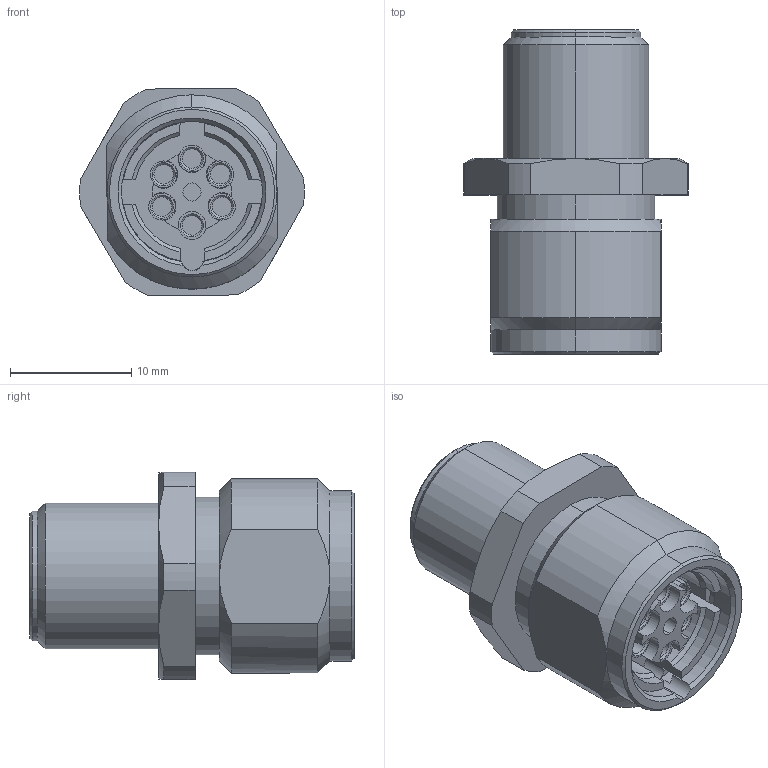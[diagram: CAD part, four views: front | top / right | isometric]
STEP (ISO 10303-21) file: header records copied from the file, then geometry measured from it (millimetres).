
FILE_DESCRIPTION (( 'STEP AP203' ), '1' );
FILE_NAME ('M12 M-CODE醱啣宒鼠芛.STEP', '2020-06-02T12:44:36', ( 'edpusr' ), ( 'Microsoft' ), 'SwSTEP 2.0', 'SolidWorks 2015', '' );
FILE_SCHEMA (( 'CONFIG_CONTROL_DESIGN' ));
Length unit declared in the file: millimetre
Products named in the file (1): M12 M-CODE醱啣宒鼠芛
Bounding box: 18.49 x 26.7 x 17.05 mm (x, y, z)
Volume: 3332.2 mm3; surface area: 3574.7 mm2
Topology: 1 solids, 2 shells, 265 faces, 655 edges, 420 vertices
Faces by surface type: cylinder 124, plane 87, cone 46, sphere 5, torus 3
Entity records: 7958 total; most frequent: CARTESIAN_POINT 1497, DIRECTION 1437, ORIENTED_EDGE 1270, EDGE_CURVE 635, AXIS2_PLACEMENT_3D 582, VERTEX_POINT 410, CIRCLE 316, EDGE_LOOP 303
